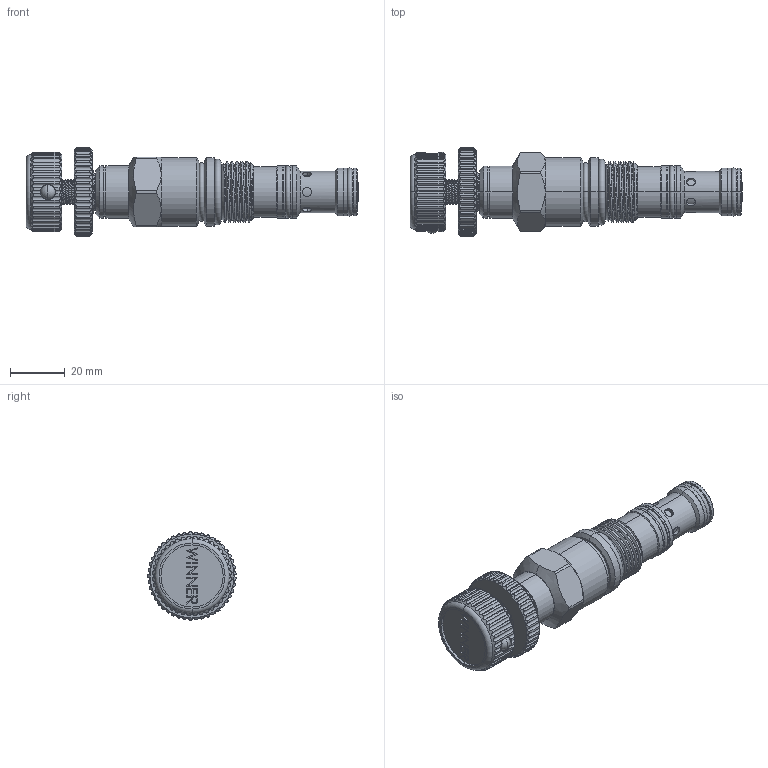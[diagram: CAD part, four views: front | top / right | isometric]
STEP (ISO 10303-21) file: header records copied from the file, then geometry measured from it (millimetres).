
FILE_DESCRIPTION (( 'STEP AP203' ), '1' );
FILE_NAME ('CA10WB3E-K.STEP', '2024-05-22T00:10:13', ( '' ), ( '' ), 'SwSTEP 2.0', 'SolidWorks 2018', '' );
FILE_SCHEMA (( 'CONFIG_CONTROL_DESIGN' ));
Length unit declared in the file: millimetre
Products named in the file (1): CA10WB3E-K
Bounding box: 121.25 x 32.18 x 32.2 mm (x, y, z)
Volume: 45832.6 mm3; surface area: 13812.2 mm2
Topology: 1 solids, 2 shells, 632 faces, 1670 edges, 1079 vertices
Faces by surface type: cylinder 376, plane 145, cone 55, bspline 29, torus 23, sphere 4
Entity records: 37569 total; most frequent: CARTESIAN_POINT 22599, ORIENTED_EDGE 3316, DIRECTION 2851, EDGE_CURVE 1658, AXIS2_PLACEMENT_3D 1096, VERTEX_POINT 1079, EDGE_LOOP 683, VECTOR 659
